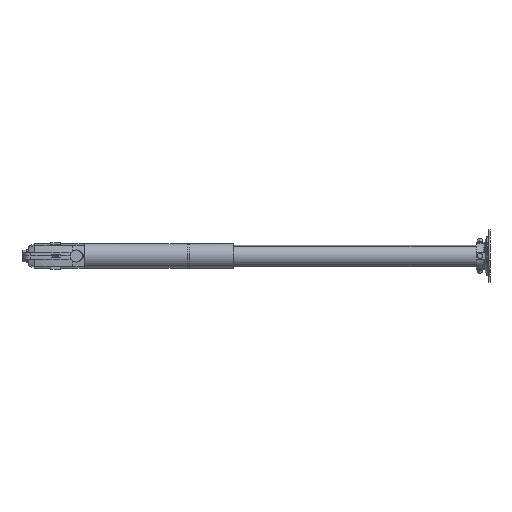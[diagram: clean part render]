
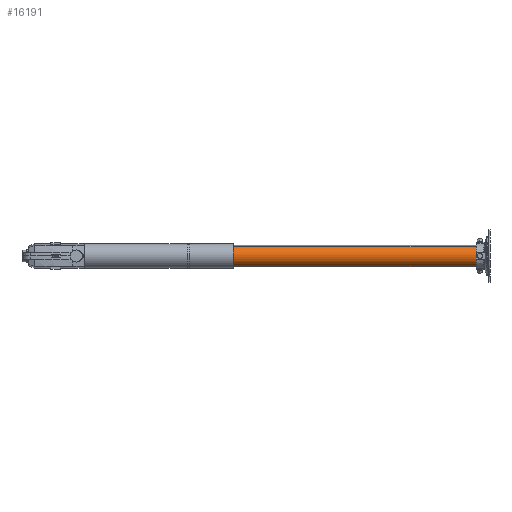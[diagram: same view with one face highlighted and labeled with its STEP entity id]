
A CAD part, left-side view. The second image highlights one B-rep face of the part: STEP entity #16191.
In plain terms, the highlighted cylindrical face has radius 60.95 mm (diameter 121.9 mm), a partial arc.
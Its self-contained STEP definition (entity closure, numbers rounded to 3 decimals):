
#219 = DIRECTION ( 'NONE',  ( 0., -1., 0. ) ) ;
#223 = CARTESIAN_POINT ( 'NONE',  ( -27.623, -2309.993, 54.331 ) ) ;
#227 = DIRECTION ( 'NONE',  ( 0., -1., 0. ) ) ;
#229 = CARTESIAN_POINT ( 'NONE',  ( 27.623, -2309.993, -54.331 ) ) ;
#323 = CARTESIAN_POINT ( 'NONE',  ( 0., -863.893, 0. ) ) ;
#324 = DIRECTION ( 'NONE',  ( 0., 1., 0. ) ) ;
#325 = DIRECTION ( 'NONE',  ( 0., 0., -1. ) ) ;
#326 = CARTESIAN_POINT ( 'NONE',  ( 0., -2267.993, 0. ) ) ;
#327 = DIRECTION ( 'NONE',  ( 0., -1., 0. ) ) ;
#328 = DIRECTION ( 'NONE',  ( 0., 0., 1. ) ) ;
#4186 = FACE_OUTER_BOUND ( 'NONE', #11092, .T. ) ;
#4190 = CYLINDRICAL_SURFACE ( 'NONE', #6456, 60.95 ) ;
#6363 = DIRECTION ( 'NONE',  ( 0.453, 0., -0.891 ) ) ;
#6370 = DIRECTION ( 'NONE',  ( 0., -1., 0. ) ) ;
#6372 = CARTESIAN_POINT ( 'NONE',  ( 0., -2309.993, 0. ) ) ;
#6456 = AXIS2_PLACEMENT_3D ( 'NONE', #6372, #6370, #6363 ) ;
#6978 = VERTEX_POINT ( 'NONE', #22795 ) ;
#6984 = VERTEX_POINT ( 'NONE', #22801 ) ;
#7026 = VERTEX_POINT ( 'NONE', #22843 ) ;
#7028 = VERTEX_POINT ( 'NONE', #22845 ) ;
#11092 = EDGE_LOOP ( 'NONE', ( #11426, #11427, #11428, #11429 ) ) ;
#11426 = ORIENTED_EDGE ( 'NONE', *, *, #12995, .F. ) ;
#11427 = ORIENTED_EDGE ( 'NONE', *, *, #13011, .F. ) ;
#11428 = ORIENTED_EDGE ( 'NONE', *, *, #12997, .T. ) ;
#11429 = ORIENTED_EDGE ( 'NONE', *, *, #13012, .F. ) ;
#12995 = EDGE_CURVE ( 'NONE', #6978, #6984, #14131, .T. ) ;
#12997 = EDGE_CURVE ( 'NONE', #7028, #7026, #14136, .T. ) ;
#13011 = EDGE_CURVE ( 'NONE', #7028, #6978, #14150, .T. ) ;
#13012 = EDGE_CURVE ( 'NONE', #6984, #7026, #14156, .T. ) ;
#14131 = LINE ( 'NONE', #223, #14137 ) ;
#14136 = LINE ( 'NONE', #229, #14140 ) ;
#14137 = VECTOR ( 'NONE', #219, 1000. ) ;
#14140 = VECTOR ( 'NONE', #227, 1000. ) ;
#14150 = CIRCLE ( 'NONE', #24204, 60.95 ) ;
#14156 = CIRCLE ( 'NONE', #24205, 60.95 ) ;
#16191 = ADVANCED_FACE ( 'NONE', ( #4186 ), #4190, .T. ) ;
#22795 = CARTESIAN_POINT ( 'NONE',  ( -27.623, -863.893, 54.331 ) ) ;
#22801 = CARTESIAN_POINT ( 'NONE',  ( -27.623, -2267.993, 54.331 ) ) ;
#22843 = CARTESIAN_POINT ( 'NONE',  ( 27.623, -2267.993, -54.331 ) ) ;
#22845 = CARTESIAN_POINT ( 'NONE',  ( 27.623, -863.893, -54.331 ) ) ;
#24204 = AXIS2_PLACEMENT_3D ( 'NONE', #323, #324, #325 ) ;
#24205 = AXIS2_PLACEMENT_3D ( 'NONE', #326, #327, #328 ) ;
